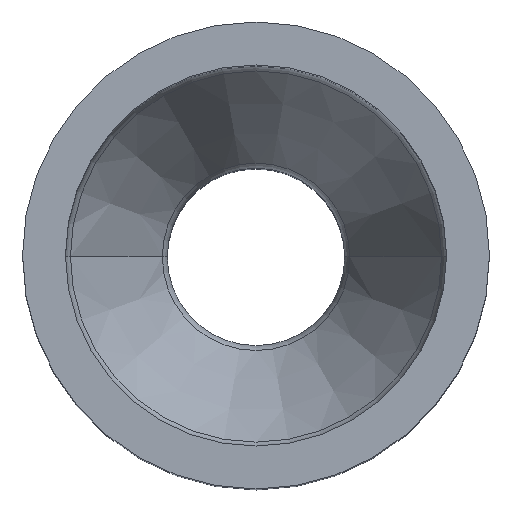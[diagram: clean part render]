
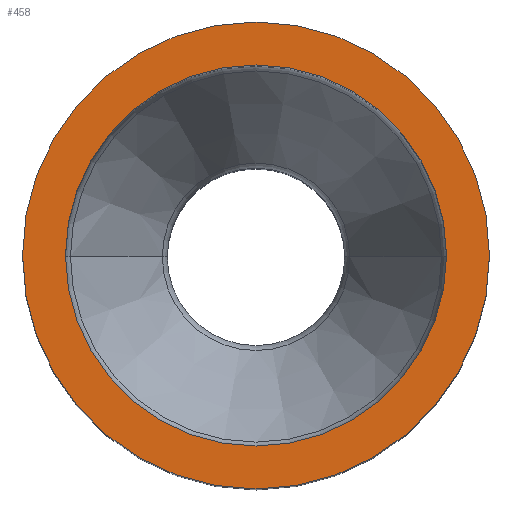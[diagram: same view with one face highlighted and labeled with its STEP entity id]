
A CAD part, top view. The second image highlights one B-rep face of the part: STEP entity #458.
In plain terms, the highlighted planar face has unit normal (0, 0, 1).
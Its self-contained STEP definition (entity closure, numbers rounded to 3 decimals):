
#26 = CARTESIAN_POINT ( 'NONE',  ( 0., 0., 73.9 ) ) ;
#32 = VERTEX_POINT ( 'NONE', #592 ) ;
#63 = CARTESIAN_POINT ( 'NONE',  ( -20.4, 0., 73.9 ) ) ;
#80 = AXIS2_PLACEMENT_3D ( 'NONE', #217, #167, #325 ) ;
#94 = DIRECTION ( 'NONE',  ( -1., 0., 0. ) ) ;
#117 = EDGE_LOOP ( 'NONE', ( #502, #560 ) ) ;
#125 = PLANE ( 'NONE',  #80 ) ;
#167 = DIRECTION ( 'NONE',  ( 0., 0., 1. ) ) ;
#169 = CIRCLE ( 'NONE', #541, 25. ) ;
#200 = DIRECTION ( 'NONE',  ( -1., 0., 0. ) ) ;
#217 = CARTESIAN_POINT ( 'NONE',  ( -20.4, 0., 73.9 ) ) ;
#237 = AXIS2_PLACEMENT_3D ( 'NONE', #440, #649, #94 ) ;
#253 = VERTEX_POINT ( 'NONE', #63 ) ;
#264 = DIRECTION ( 'NONE',  ( 0., 0., -1. ) ) ;
#298 = DIRECTION ( 'NONE',  ( -1., 0., 0. ) ) ;
#315 = EDGE_CURVE ( 'NONE', #32, #418, #169, .T. ) ;
#325 = DIRECTION ( 'NONE',  ( 1., 0., 0. ) ) ;
#328 = FACE_OUTER_BOUND ( 'NONE', #354, .T. ) ;
#354 = EDGE_LOOP ( 'NONE', ( #461, #472 ) ) ;
#356 = EDGE_CURVE ( 'NONE', #398, #253, #572, .T. ) ;
#361 = CARTESIAN_POINT ( 'NONE',  ( 0., 0., 73.9 ) ) ;
#398 = VERTEX_POINT ( 'NONE', #466 ) ;
#415 = CARTESIAN_POINT ( 'NONE',  ( -25., 0., 73.9 ) ) ;
#417 = DIRECTION ( 'NONE',  ( -1., 0., 0. ) ) ;
#418 = VERTEX_POINT ( 'NONE', #415 ) ;
#421 = AXIS2_PLACEMENT_3D ( 'NONE', #26, #264, #417 ) ;
#440 = CARTESIAN_POINT ( 'NONE',  ( 0., 0., 73.9 ) ) ;
#443 = CIRCLE ( 'NONE', #530, 20.4 ) ;
#458 = ADVANCED_FACE ( 'NONE', ( #517, #328 ), #125, .T. ) ;
#461 = ORIENTED_EDGE ( 'NONE', *, *, #522, .F. ) ;
#466 = CARTESIAN_POINT ( 'NONE',  ( 20.4, 0., 73.9 ) ) ;
#472 = ORIENTED_EDGE ( 'NONE', *, *, #315, .F. ) ;
#502 = ORIENTED_EDGE ( 'NONE', *, *, #628, .T. ) ;
#517 = FACE_BOUND ( 'NONE', #117, .T. ) ;
#522 = EDGE_CURVE ( 'NONE', #418, #32, #608, .T. ) ;
#530 = AXIS2_PLACEMENT_3D ( 'NONE', #654, #548, #298 ) ;
#541 = AXIS2_PLACEMENT_3D ( 'NONE', #361, #563, #200 ) ;
#548 = DIRECTION ( 'NONE',  ( 0., 0., -1. ) ) ;
#560 = ORIENTED_EDGE ( 'NONE', *, *, #356, .T. ) ;
#563 = DIRECTION ( 'NONE',  ( 0., 0., -1. ) ) ;
#572 = CIRCLE ( 'NONE', #421, 20.4 ) ;
#592 = CARTESIAN_POINT ( 'NONE',  ( 25., 0., 73.9 ) ) ;
#608 = CIRCLE ( 'NONE', #237, 25. ) ;
#628 = EDGE_CURVE ( 'NONE', #253, #398, #443, .T. ) ;
#649 = DIRECTION ( 'NONE',  ( 0., 0., -1. ) ) ;
#654 = CARTESIAN_POINT ( 'NONE',  ( 0., 0., 73.9 ) ) ;
